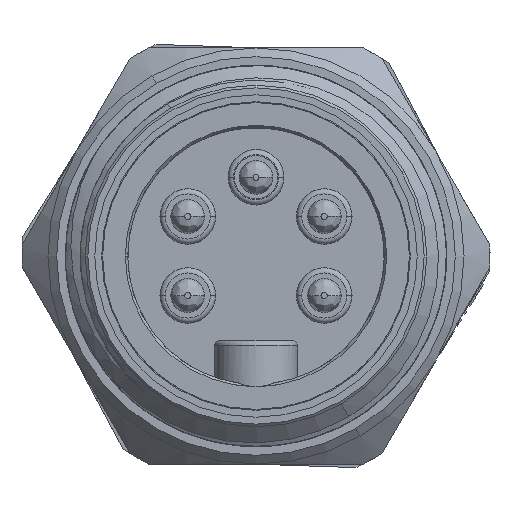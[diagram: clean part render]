
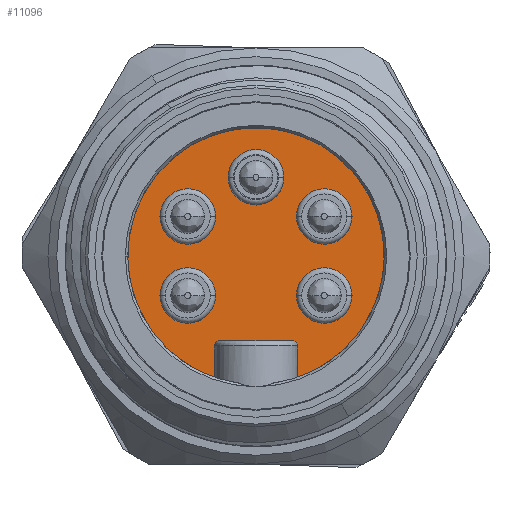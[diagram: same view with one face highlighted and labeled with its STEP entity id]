
A CAD part, front view. The second image highlights one B-rep face of the part: STEP entity #11096.
In plain terms, the highlighted planar face has unit normal (0, -1, 0).
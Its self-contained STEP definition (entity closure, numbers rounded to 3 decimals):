
#122=DIRECTION('',(0.,0.,1.));
#123=VECTOR('',#122,1.81);
#124=CARTESIAN_POINT('',(-2.4,-2.8,-7.));
#125=LINE('',#124,#123);
#126=CARTESIAN_POINT('',(-2.1,-2.8,-5.19));
#127=DIRECTION('',(0.,1.,0.));
#128=DIRECTION('',(-1.,0.,0.));
#129=AXIS2_PLACEMENT_3D('',#126,#127,#128);
#144=DIRECTION('',(1.,0.,0.));
#145=VECTOR('',#144,4.2);
#146=CARTESIAN_POINT('',(-2.1,-2.8,-4.89));
#147=LINE('',#146,#145);
#153=CARTESIAN_POINT('',(2.1,-2.8,-5.19));
#154=DIRECTION('',(0.,1.,0.));
#155=DIRECTION('',(0.,0.,1.));
#156=AXIS2_PLACEMENT_3D('',#153,#154,#155);
#162=DIRECTION('',(0.,0.,-1.));
#163=VECTOR('',#162,1.81);
#164=CARTESIAN_POINT('',(2.4,-2.8,-5.19));
#165=LINE('',#164,#163);
#166=CARTESIAN_POINT('',(0.,-2.8,0.));
#167=DIRECTION('',(0.,1.,0.));
#168=DIRECTION('',(-0.324,0.,-0.946));
#169=AXIS2_PLACEMENT_3D('',#166,#167,#168);
#171=CARTESIAN_POINT('',(-3.94,-2.8,2.28));
#172=DIRECTION('',(0.,-1.,0.));
#173=DIRECTION('',(1.,0.,0.));
#174=AXIS2_PLACEMENT_3D('',#171,#172,#173);
#176=CARTESIAN_POINT('',(-3.94,-2.8,2.28));
#177=DIRECTION('',(0.,-1.,0.));
#178=DIRECTION('',(-1.,0.,0.));
#179=AXIS2_PLACEMENT_3D('',#176,#177,#178);
#181=CARTESIAN_POINT('',(3.94,-2.8,2.28));
#182=DIRECTION('',(0.,-1.,0.));
#183=DIRECTION('',(1.,0.,0.));
#184=AXIS2_PLACEMENT_3D('',#181,#182,#183);
#186=CARTESIAN_POINT('',(3.94,-2.8,2.28));
#187=DIRECTION('',(0.,-1.,0.));
#188=DIRECTION('',(-1.,0.,0.));
#189=AXIS2_PLACEMENT_3D('',#186,#187,#188);
#191=CARTESIAN_POINT('',(-3.94,-2.8,-2.28));
#192=DIRECTION('',(0.,-1.,0.));
#193=DIRECTION('',(1.,0.,0.));
#194=AXIS2_PLACEMENT_3D('',#191,#192,#193);
#196=CARTESIAN_POINT('',(-3.94,-2.8,-2.28));
#197=DIRECTION('',(0.,-1.,0.));
#198=DIRECTION('',(-1.,0.,0.));
#199=AXIS2_PLACEMENT_3D('',#196,#197,#198);
#201=CARTESIAN_POINT('',(3.94,-2.8,-2.28));
#202=DIRECTION('',(0.,-1.,0.));
#203=DIRECTION('',(1.,0.,0.));
#204=AXIS2_PLACEMENT_3D('',#201,#202,#203);
#206=CARTESIAN_POINT('',(3.94,-2.8,-2.28));
#207=DIRECTION('',(0.,-1.,0.));
#208=DIRECTION('',(-1.,0.,0.));
#209=AXIS2_PLACEMENT_3D('',#206,#207,#208);
#211=CARTESIAN_POINT('',(0.,-2.8,4.54));
#212=DIRECTION('',(0.,-1.,0.));
#213=DIRECTION('',(1.,0.,0.));
#214=AXIS2_PLACEMENT_3D('',#211,#212,#213);
#216=CARTESIAN_POINT('',(0.,-2.8,4.54));
#217=DIRECTION('',(0.,-1.,0.));
#218=DIRECTION('',(-1.,0.,0.));
#219=AXIS2_PLACEMENT_3D('',#216,#217,#218);
#9222=CARTESIAN_POINT('',(-2.4,-2.8,-7.));
#9223=VERTEX_POINT('',#9222);
#9224=CARTESIAN_POINT('',(2.4,-2.8,-7.));
#9225=VERTEX_POINT('',#9224);
#9226=CARTESIAN_POINT('',(-2.34,-2.8,2.28));
#9227=CARTESIAN_POINT('',(-5.54,-2.8,2.28));
#9228=VERTEX_POINT('',#9226);
#9229=VERTEX_POINT('',#9227);
#9230=CARTESIAN_POINT('',(5.54,-2.8,2.28));
#9231=CARTESIAN_POINT('',(2.34,-2.8,2.28));
#9232=VERTEX_POINT('',#9230);
#9233=VERTEX_POINT('',#9231);
#9234=CARTESIAN_POINT('',(-2.34,-2.8,-2.28));
#9235=CARTESIAN_POINT('',(-5.54,-2.8,-2.28));
#9236=VERTEX_POINT('',#9234);
#9237=VERTEX_POINT('',#9235);
#9262=CARTESIAN_POINT('',(5.54,-2.8,-2.28));
#9263=CARTESIAN_POINT('',(2.34,-2.8,-2.28));
#9264=VERTEX_POINT('',#9262);
#9265=VERTEX_POINT('',#9263);
#9282=CARTESIAN_POINT('',(1.6,-2.8,4.54));
#9283=CARTESIAN_POINT('',(-1.6,-2.8,4.54));
#9284=VERTEX_POINT('',#9282);
#9285=VERTEX_POINT('',#9283);
#9295=CARTESIAN_POINT('',(2.4,-2.8,-5.19));
#9297=VERTEX_POINT('',#9295);
#9299=CARTESIAN_POINT('',(2.1,-2.8,-4.89));
#9301=VERTEX_POINT('',#9299);
#9306=CARTESIAN_POINT('',(-2.1,-2.8,-4.89));
#9307=VERTEX_POINT('',#9306);
#9308=CARTESIAN_POINT('',(-2.4,-2.8,-5.19));
#9309=VERTEX_POINT('',#9308);
#11052=CARTESIAN_POINT('',(-3.7,-2.8,0.));
#11053=DIRECTION('',(0.,-1.,0.));
#11054=DIRECTION('',(0.,0.,-1.));
#11055=AXIS2_PLACEMENT_3D('',#11052,#11053,#11054);
#11056=PLANE('',#11055);
#11057=ORIENTED_EDGE('',*,*,#11043,.F.);
#11058=ORIENTED_EDGE('',*,*,#11032,.F.);
#11059=ORIENTED_EDGE('',*,*,#11017,.F.);
#11060=ORIENTED_EDGE('',*,*,#11002,.F.);
#11061=ORIENTED_EDGE('',*,*,#10987,.F.);
#11063=ORIENTED_EDGE('',*,*,#11062,.T.);
#11064=EDGE_LOOP('',(#11057,#11058,#11059,#11060,#11061,#11063));
#11065=FACE_OUTER_BOUND('',#11064,.F.);
#11067=ORIENTED_EDGE('',*,*,#11066,.T.);
#11069=ORIENTED_EDGE('',*,*,#11068,.T.);
#11070=EDGE_LOOP('',(#11067,#11069));
#11071=FACE_BOUND('',#11070,.F.);
#11073=ORIENTED_EDGE('',*,*,#11072,.T.);
#11075=ORIENTED_EDGE('',*,*,#11074,.T.);
#11076=EDGE_LOOP('',(#11073,#11075));
#11077=FACE_BOUND('',#11076,.F.);
#11079=ORIENTED_EDGE('',*,*,#11078,.T.);
#11081=ORIENTED_EDGE('',*,*,#11080,.T.);
#11082=EDGE_LOOP('',(#11079,#11081));
#11083=FACE_BOUND('',#11082,.F.);
#11085=ORIENTED_EDGE('',*,*,#11084,.T.);
#11087=ORIENTED_EDGE('',*,*,#11086,.T.);
#11088=EDGE_LOOP('',(#11085,#11087));
#11089=FACE_BOUND('',#11088,.F.);
#11091=ORIENTED_EDGE('',*,*,#11090,.T.);
#11093=ORIENTED_EDGE('',*,*,#11092,.T.);
#11094=EDGE_LOOP('',(#11091,#11093));
#11095=FACE_BOUND('',#11094,.F.);
#130=CIRCLE('',#129,0.3);
#157=CIRCLE('',#156,0.3);
#170=CIRCLE('',#169,7.4);
#175=CIRCLE('',#174,1.6);
#180=CIRCLE('',#179,1.6);
#185=CIRCLE('',#184,1.6);
#190=CIRCLE('',#189,1.6);
#195=CIRCLE('',#194,1.6);
#200=CIRCLE('',#199,1.6);
#205=CIRCLE('',#204,1.6);
#210=CIRCLE('',#209,1.6);
#215=CIRCLE('',#214,1.6);
#220=CIRCLE('',#219,1.6);
#10987=EDGE_CURVE('',#9223,#9309,#125,.T.);
#11002=EDGE_CURVE('',#9309,#9307,#130,.T.);
#11017=EDGE_CURVE('',#9307,#9301,#147,.T.);
#11032=EDGE_CURVE('',#9301,#9297,#157,.T.);
#11043=EDGE_CURVE('',#9297,#9225,#165,.T.);
#11062=EDGE_CURVE('',#9223,#9225,#170,.T.);
#11066=EDGE_CURVE('',#9228,#9229,#175,.T.);
#11068=EDGE_CURVE('',#9229,#9228,#180,.T.);
#11072=EDGE_CURVE('',#9232,#9233,#185,.T.);
#11074=EDGE_CURVE('',#9233,#9232,#190,.T.);
#11078=EDGE_CURVE('',#9236,#9237,#195,.T.);
#11080=EDGE_CURVE('',#9237,#9236,#200,.T.);
#11084=EDGE_CURVE('',#9264,#9265,#205,.T.);
#11086=EDGE_CURVE('',#9265,#9264,#210,.T.);
#11090=EDGE_CURVE('',#9284,#9285,#215,.T.);
#11092=EDGE_CURVE('',#9285,#9284,#220,.T.);
#11096=ADVANCED_FACE('',(#11065,#11071,#11077,#11083,#11089,#11095),#11056,.T.);
